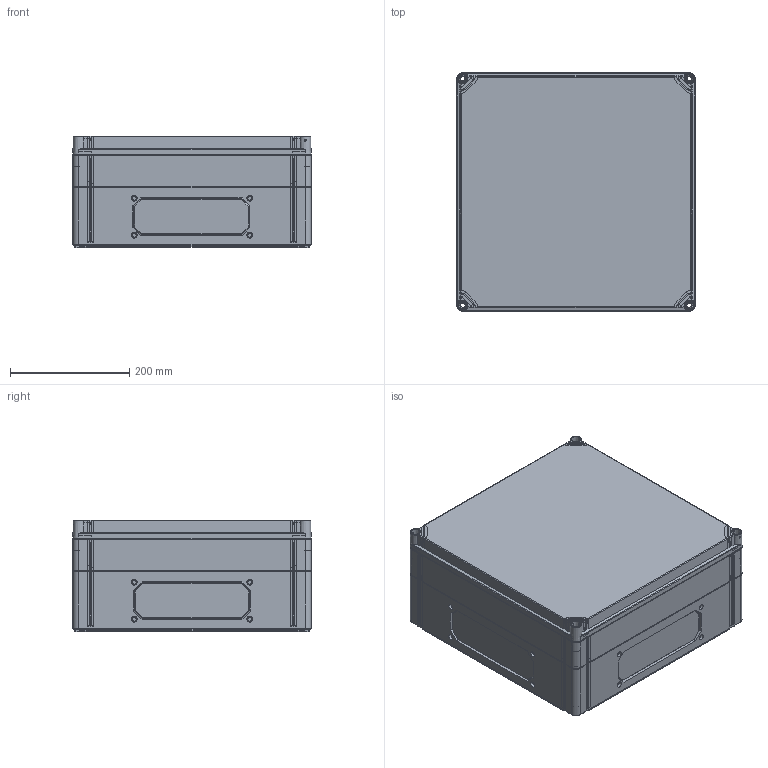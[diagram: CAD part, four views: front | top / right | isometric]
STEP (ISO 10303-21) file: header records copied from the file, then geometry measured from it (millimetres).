
FILE_DESCRIPTION((''),'2;1');
FILE_NAME('CPCF404018G_ASM','2008-12-29T',('pasi_koskela'),(''),'PRO/ENGINEER BY PARAMETRIC TECHNOLOGY CORPORATION, 2008250','PRO/ENGINEER BY PARAMETRIC TECHNOLOGY CORPORATION, 2008250','');
FILE_SCHEMA(('AUTOMOTIVE_DESIGN_CC2 { 1 2 10303 214 -1 1 5 2 }'));
Products named in the file (4): CPCF404010B; OPCG404003L; OPCP404006E; CPCF404018G_ASM
Assembly tree (3 placements, depth 2):
  CPCF404018G_ASM
    CPCF404010B
    OPCG404003L
    OPCP404006E
Bounding box: 400 x 400 x 187 mm (x, y, z)
Volume: 2586413 mm3; surface area: 1453711.3 mm2
Topology: 3 solids, 3 shells, 3851 faces, 9951 edges, 6264 vertices
Faces by surface type: plane 1854, cone 942, cylinder 635, torus 398, bspline 20, sphere 2
Entity records: 149805 total; most frequent: CARTESIAN_POINT 25177, DIRECTION 19903, ORIENTED_EDGE 19866, PRESENTATION_STYLE_ASSIGNMENT 9936, STYLED_ITEM 9936, CURVE_STYLE 9933, EDGE_CURVE 9933, AXIS2_PLACEMENT_3D 7104
